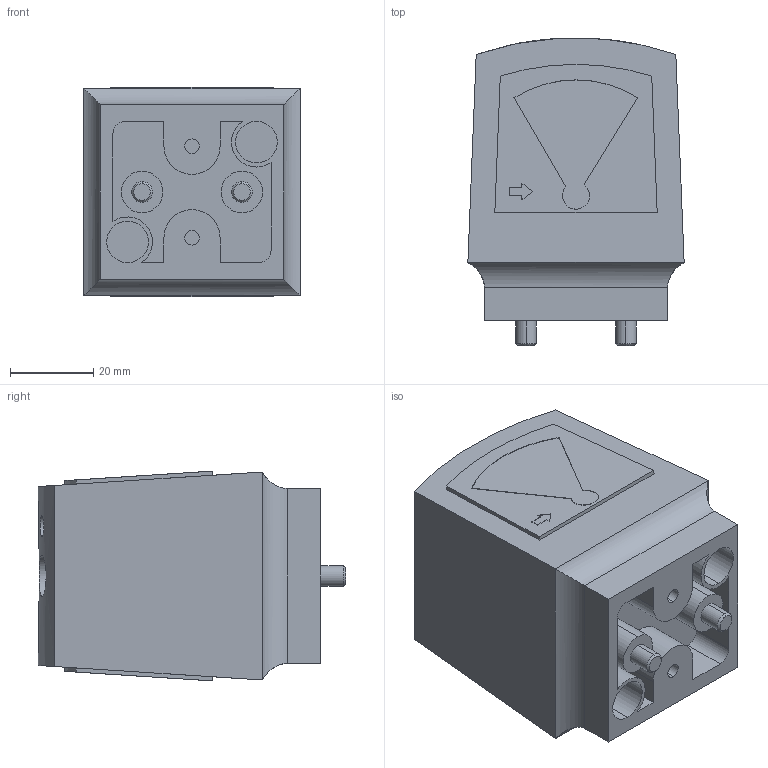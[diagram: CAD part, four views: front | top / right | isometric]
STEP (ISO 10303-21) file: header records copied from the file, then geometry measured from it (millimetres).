
FILE_DESCRIPTION (( 'STEP AP214' ), '1' );
FILE_NAME ('KN-DM2.STEP', '2018-08-30T11:39:53', ( '' ), ( '' ), 'SwSTEP 2.0', 'SolidWorks 2018', '' );
FILE_SCHEMA (( 'AUTOMOTIVE_DESIGN' ));
Length unit declared in the file: millimetre
Products named in the file (1): KN-DM2
Bounding box: 52 x 73.88 x 50.44 mm (x, y, z)
Volume: 141007.9 mm3; surface area: 21911.2 mm2
Topology: 1 solids, 1 shells, 109 faces, 255 edges, 166 vertices
Faces by surface type: plane 61, cylinder 44, cone 4
Entity records: 3807 total; most frequent: CARTESIAN_POINT 994, DIRECTION 539, ORIENTED_EDGE 510, EDGE_CURVE 255, AXIS2_PLACEMENT_3D 186, LINE 167, VECTOR 167, VERTEX_POINT 166
